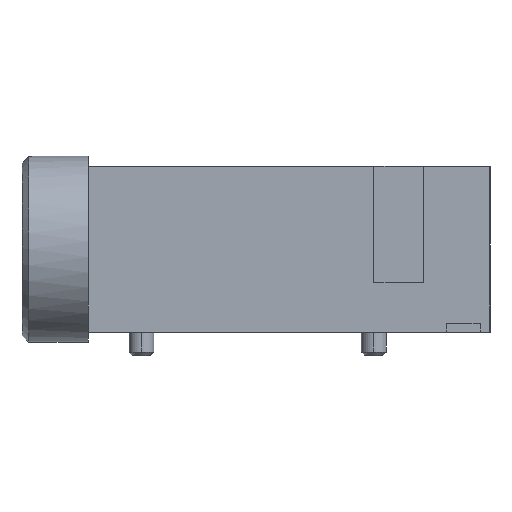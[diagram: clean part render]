
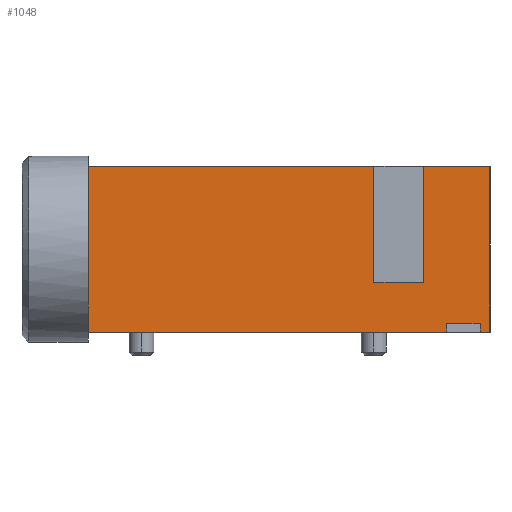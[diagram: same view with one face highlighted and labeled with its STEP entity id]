
A CAD part, top view. The second image highlights one B-rep face of the part: STEP entity #1048.
In plain terms, the highlighted planar face has unit normal (0, 0, 1).
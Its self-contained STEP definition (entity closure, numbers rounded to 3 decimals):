
#50 = DIRECTION ( 'NONE',  ( 0., -1., 0. ) ) ;
#67 = VERTEX_POINT ( 'NONE', #161 ) ;
#74 = EDGE_CURVE ( 'NONE', #1248, #230, #938, .T. ) ;
#128 = DIRECTION ( 'NONE',  ( 0., -1., 0. ) ) ;
#150 = DIRECTION ( 'NONE',  ( -1., 0., 0. ) ) ;
#153 = DIRECTION ( 'NONE',  ( 1., 0., 0. ) ) ;
#161 = CARTESIAN_POINT ( 'NONE',  ( 2.55, 1.5, 3.05 ) ) ;
#162 = DIRECTION ( 'NONE',  ( 0., -1., 0. ) ) ;
#186 = ORIENTED_EDGE ( 'NONE', *, *, #74, .T. ) ;
#230 = VERTEX_POINT ( 'NONE', #1178 ) ;
#232 = VERTEX_POINT ( 'NONE', #816 ) ;
#270 = VECTOR ( 'NONE', #128, 1000. ) ;
#291 = VERTEX_POINT ( 'NONE', #410 ) ;
#310 = CARTESIAN_POINT ( 'NONE',  ( 4.05, 5., 3.05 ) ) ;
#339 = ORIENTED_EDGE ( 'NONE', *, *, #763, .T. ) ;
#341 = FACE_OUTER_BOUND ( 'NONE', #1611, .T. ) ;
#393 = DIRECTION ( 'NONE',  ( 0., -1., 0. ) ) ;
#410 = CARTESIAN_POINT ( 'NONE',  ( 6.05, 5., 3.05 ) ) ;
#418 = EDGE_CURVE ( 'NONE', #67, #1248, #750, .T. ) ;
#442 = CARTESIAN_POINT ( 'NONE',  ( -8.05, 1.5, 3.05 ) ) ;
#466 = CARTESIAN_POINT ( 'NONE',  ( 2.55, 5., 3.05 ) ) ;
#468 = VERTEX_POINT ( 'NONE', #310 ) ;
#595 = DIRECTION ( 'NONE',  ( 0., 1., 0. ) ) ;
#617 = VECTOR ( 'NONE', #150, 1000. ) ;
#706 = VECTOR ( 'NONE', #162, 1000. ) ;
#723 = ORIENTED_EDGE ( 'NONE', *, *, #822, .T. ) ;
#740 = LINE ( 'NONE', #1228, #270 ) ;
#750 = LINE ( 'NONE', #1375, #1221 ) ;
#763 = EDGE_CURVE ( 'NONE', #230, #232, #1039, .T. ) ;
#782 = CARTESIAN_POINT ( 'NONE',  ( 4.05, 1.5, 3.05 ) ) ;
#783 = VERTEX_POINT ( 'NONE', #1027 ) ;
#816 = CARTESIAN_POINT ( 'NONE',  ( -6.05, 0., 3.05 ) ) ;
#822 = EDGE_CURVE ( 'NONE', #468, #1184, #930, .T. ) ;
#930 = LINE ( 'NONE', #2025, #706 ) ;
#938 = LINE ( 'NONE', #1716, #617 ) ;
#941 = CARTESIAN_POINT ( 'NONE',  ( -8.05, 0., 3.05 ) ) ;
#942 = EDGE_CURVE ( 'NONE', #232, #783, #1101, .T. ) ;
#967 = VECTOR ( 'NONE', #153, 1000. ) ;
#979 = ORIENTED_EDGE ( 'NONE', *, *, #1834, .T. ) ;
#1027 = CARTESIAN_POINT ( 'NONE',  ( 6.05, 0., 3.05 ) ) ;
#1037 = VECTOR ( 'NONE', #1679, 1000. ) ;
#1039 = LINE ( 'NONE', #1190, #1668 ) ;
#1042 = ORIENTED_EDGE ( 'NONE', *, *, #942, .T. ) ;
#1048 = ADVANCED_FACE ( 'NONE', ( #341 ), #1598, .T. ) ;
#1080 = ORIENTED_EDGE ( 'NONE', *, *, #1432, .T. ) ;
#1101 = LINE ( 'NONE', #941, #967 ) ;
#1151 = ORIENTED_EDGE ( 'NONE', *, *, #1407, .F. ) ;
#1178 = CARTESIAN_POINT ( 'NONE',  ( -6.05, 5., 3.05 ) ) ;
#1184 = VERTEX_POINT ( 'NONE', #782 ) ;
#1190 = CARTESIAN_POINT ( 'NONE',  ( -6.05, -1., 3.05 ) ) ;
#1193 = CARTESIAN_POINT ( 'NONE',  ( -8.05, 5., 3.05 ) ) ;
#1221 = VECTOR ( 'NONE', #595, 1000. ) ;
#1228 = CARTESIAN_POINT ( 'NONE',  ( 6.05, -1., 3.05 ) ) ;
#1248 = VERTEX_POINT ( 'NONE', #466 ) ;
#1375 = CARTESIAN_POINT ( 'NONE',  ( 2.55, -1., 3.05 ) ) ;
#1395 = LINE ( 'NONE', #1193, #1517 ) ;
#1407 = EDGE_CURVE ( 'NONE', #291, #783, #740, .T. ) ;
#1432 = EDGE_CURVE ( 'NONE', #291, #468, #1395, .T. ) ;
#1470 = DIRECTION ( 'NONE',  ( 0., 0., 1. ) ) ;
#1486 = AXIS2_PLACEMENT_3D ( 'NONE', #1640, #1470, #50 ) ;
#1517 = VECTOR ( 'NONE', #1818, 1000. ) ;
#1598 = PLANE ( 'NONE',  #1486 ) ;
#1611 = EDGE_LOOP ( 'NONE', ( #723, #979, #1853, #186, #339, #1042, #1151, #1080 ) ) ;
#1640 = CARTESIAN_POINT ( 'NONE',  ( -8.05, -1., 3.05 ) ) ;
#1668 = VECTOR ( 'NONE', #393, 1000. ) ;
#1679 = DIRECTION ( 'NONE',  ( -1., 0., 0. ) ) ;
#1716 = CARTESIAN_POINT ( 'NONE',  ( -8.05, 5., 3.05 ) ) ;
#1818 = DIRECTION ( 'NONE',  ( -1., 0., 0. ) ) ;
#1834 = EDGE_CURVE ( 'NONE', #1184, #67, #1861, .T. ) ;
#1853 = ORIENTED_EDGE ( 'NONE', *, *, #418, .T. ) ;
#1861 = LINE ( 'NONE', #442, #1037 ) ;
#2025 = CARTESIAN_POINT ( 'NONE',  ( 4.05, -1., 3.05 ) ) ;
